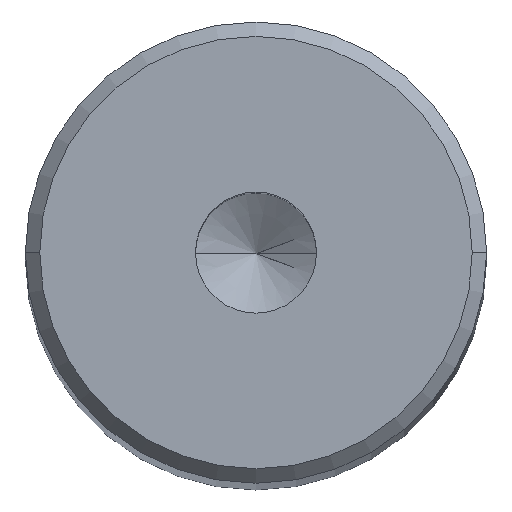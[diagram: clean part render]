
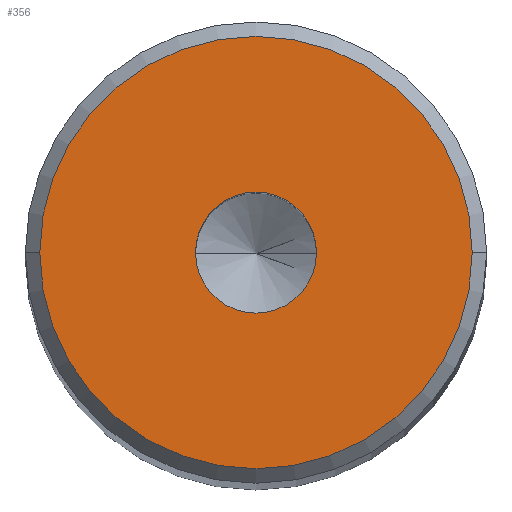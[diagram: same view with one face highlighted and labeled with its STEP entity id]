
A CAD part, top view. The second image highlights one B-rep face of the part: STEP entity #356.
In plain terms, the highlighted planar face has unit normal (0, 0, 1).
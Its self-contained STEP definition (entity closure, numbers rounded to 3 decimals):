
#10 = AXIS2_PLACEMENT_3D ( 'NONE', #95, #441, #171 ) ;
#39 = CARTESIAN_POINT ( 'NONE',  ( 7.5, 0., 0. ) ) ;
#52 = CARTESIAN_POINT ( 'NONE',  ( -2.1, 0., 0. ) ) ;
#58 = VERTEX_POINT ( 'NONE', #39 ) ;
#77 = EDGE_CURVE ( 'NONE', #156, #435, #359, .T. ) ;
#95 = CARTESIAN_POINT ( 'NONE',  ( 0., 0., 0. ) ) ;
#99 = EDGE_CURVE ( 'NONE', #435, #156, #259, .T. ) ;
#133 = CARTESIAN_POINT ( 'NONE',  ( 0., 0., 0. ) ) ;
#143 = PLANE ( 'NONE',  #147 ) ;
#147 = AXIS2_PLACEMENT_3D ( 'NONE', #218, #260, #306 ) ;
#150 = EDGE_CURVE ( 'NONE', #418, #58, #319, .T. ) ;
#153 = AXIS2_PLACEMENT_3D ( 'NONE', #133, #490, #304 ) ;
#156 = VERTEX_POINT ( 'NONE', #255 ) ;
#171 = DIRECTION ( 'NONE',  ( 1., 0., 0. ) ) ;
#173 = DIRECTION ( 'NONE',  ( 1., 0., 0. ) ) ;
#203 = AXIS2_PLACEMENT_3D ( 'NONE', #360, #544, #386 ) ;
#218 = CARTESIAN_POINT ( 'NONE',  ( 0., 0., 0. ) ) ;
#241 = EDGE_CURVE ( 'NONE', #58, #418, #347, .T. ) ;
#252 = ORIENTED_EDGE ( 'NONE', *, *, #77, .F. ) ;
#255 = CARTESIAN_POINT ( 'NONE',  ( 2.1, 0., 0. ) ) ;
#259 = CIRCLE ( 'NONE', #153, 2.1 ) ;
#260 = DIRECTION ( 'NONE',  ( 0., 0., 1. ) ) ;
#272 = FACE_BOUND ( 'NONE', #296, .T. ) ;
#284 = EDGE_LOOP ( 'NONE', ( #381, #286 ) ) ;
#286 = ORIENTED_EDGE ( 'NONE', *, *, #241, .T. ) ;
#293 = CARTESIAN_POINT ( 'NONE',  ( 0., 0., 0. ) ) ;
#296 = EDGE_LOOP ( 'NONE', ( #252, #572 ) ) ;
#304 = DIRECTION ( 'NONE',  ( 1., 0., 0. ) ) ;
#306 = DIRECTION ( 'NONE',  ( 1., 0., 0. ) ) ;
#319 = CIRCLE ( 'NONE', #203, 7.5 ) ;
#347 = CIRCLE ( 'NONE', #504, 7.5 ) ;
#356 = ADVANCED_FACE ( 'NONE', ( #272, #583 ), #143, .T. ) ;
#359 = CIRCLE ( 'NONE', #10, 2.1 ) ;
#360 = CARTESIAN_POINT ( 'NONE',  ( 0., 0., 0. ) ) ;
#381 = ORIENTED_EDGE ( 'NONE', *, *, #150, .T. ) ;
#386 = DIRECTION ( 'NONE',  ( 1., 0., 0. ) ) ;
#418 = VERTEX_POINT ( 'NONE', #535 ) ;
#428 = DIRECTION ( 'NONE',  ( 0., 0., 1. ) ) ;
#435 = VERTEX_POINT ( 'NONE', #52 ) ;
#441 = DIRECTION ( 'NONE',  ( 0., 0., 1. ) ) ;
#490 = DIRECTION ( 'NONE',  ( 0., 0., 1. ) ) ;
#504 = AXIS2_PLACEMENT_3D ( 'NONE', #293, #428, #173 ) ;
#535 = CARTESIAN_POINT ( 'NONE',  ( -7.5, 0., 0. ) ) ;
#544 = DIRECTION ( 'NONE',  ( 0., 0., 1. ) ) ;
#572 = ORIENTED_EDGE ( 'NONE', *, *, #99, .F. ) ;
#583 = FACE_OUTER_BOUND ( 'NONE', #284, .T. ) ;
